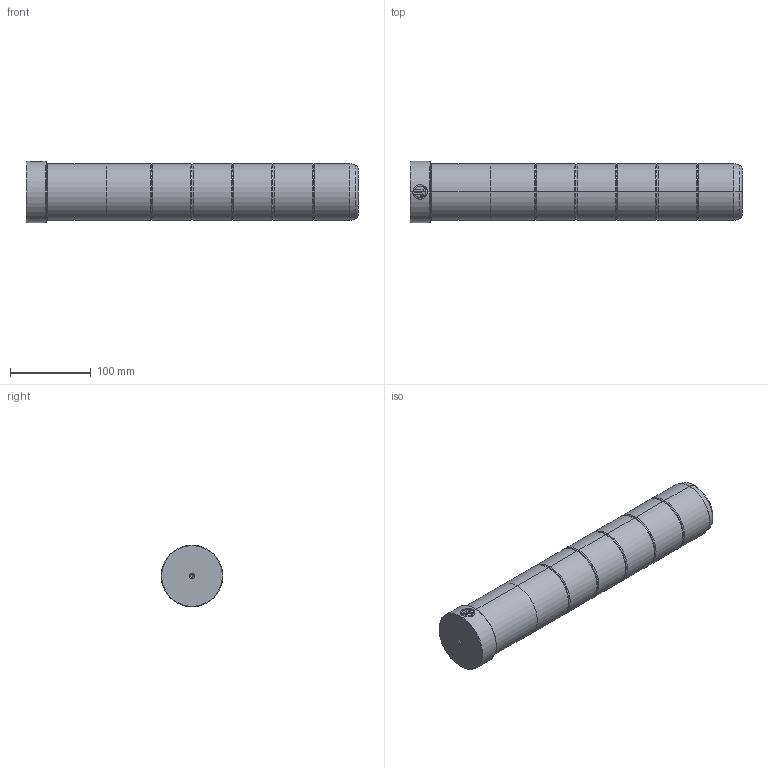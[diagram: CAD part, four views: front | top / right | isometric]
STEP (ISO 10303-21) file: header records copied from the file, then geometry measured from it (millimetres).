
FILE_DESCRIPTION (( 'STEP AP214' ), '1' );
FILE_NAME ('SPN-d70-L410.step', '2021-11-03T06:59:43', ( 'User' ), ( 'china' ), 'SwSTEP 2.0', 'SolidWorks 2016', '' );
FILE_SCHEMA (( 'AUTOMOTIVE_DESIGN' ));
Length unit declared in the file: millimetre
Products named in the file (1): SPN-d70-L410
Bounding box: 410 x 76 x 76 mm (x, y, z)
Volume: 1576951.5 mm3; surface area: 102431.3 mm2
Topology: 1 solids, 1 shells, 92 faces, 204 edges, 116 vertices
Faces by surface type: cylinder 35, torus 26, cone 18, plane 13
Entity records: 2912 total; most frequent: CARTESIAN_POINT 833, DIRECTION 462, ORIENTED_EDGE 400, EDGE_CURVE 200, AXIS2_PLACEMENT_3D 197, VERTEX_POINT 116, CIRCLE 104, EDGE_LOOP 98
